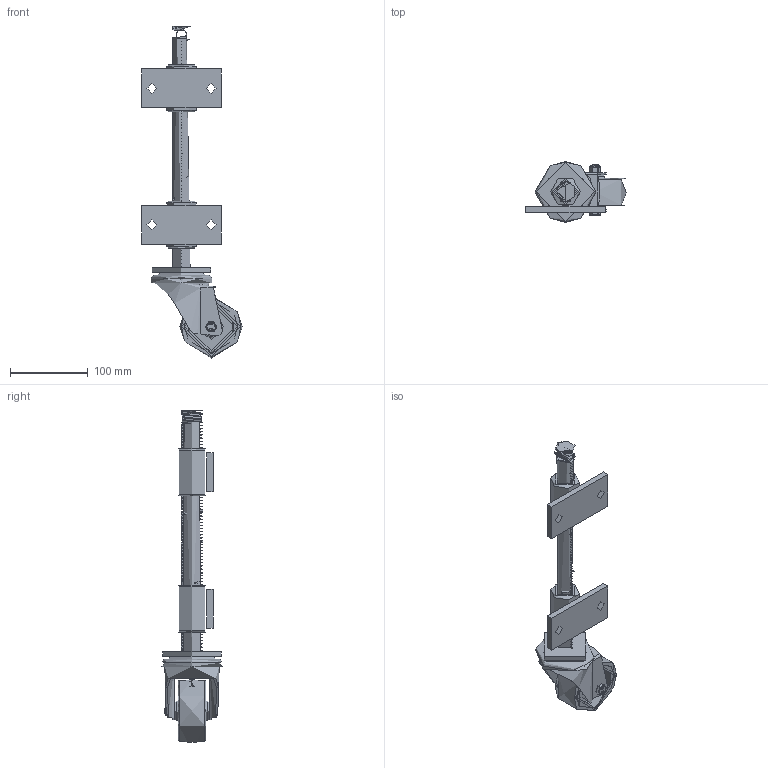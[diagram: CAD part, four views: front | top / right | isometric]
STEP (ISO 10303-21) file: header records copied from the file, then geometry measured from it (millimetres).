
FILE_DESCRIPTION(/* description */ (''),/* implementation_level */ '2;1');
FILE_NAME(/* name */ 'JAB80NY.step',/* time_stamp */ '2024-10-16T12:29:09+01:00',/* author */ (''),/* organization */ (''),/* preprocessor_version */ 'ST-DEVELOPER v20',/* originating_system */ 'Autodesk Translation Framework v13.20.0.188',/* authorisation */ '');
FILE_SCHEMA (('AUTOMOTIVE_DESIGN { 1 0 10303 214 3 1 1 }'));
Products named in the file (28): JAB80NY; BZXM80ASBH12 v1; PRESSED STEEL TOP PLATE; PRESSED STEEL TOP PLATE Geometry; BALL BEARINGS; Component1; BALL BEARINGS2; Component2; PRESSED STEEL FORKS; BZMH80WNY v1; WHITE NYLON WHEEL; TUBEM12X45 v1; ZINC PLATED AXLE TUBE; HEXBOLTM8X60Z8.8 - NEW v2; GRADE 8.8 ZINC PLATED BOLT; NYLOCM8Z v1; NYLOC NUT; NUT; RUBBER; NYLOCM12Z v1; NYLOC NUT (1); NUT (1); RUBBER (1); JABA v2; JACKING UNIT (1); BASE (1); LOWER THREAD (1); BRACKET (1)
Assembly tree (64 placements, depth 5):
  JAB80NY
    BZXM80ASBH12 v1
      PRESSED STEEL TOP PLATE
        PRESSED STEEL TOP PLATE Geometry
        BALL BEARINGS
          Component1  x20
        BALL BEARINGS2
          Component2  x18
      PRESSED STEEL FORKS
    BZMH80WNY v1
      WHITE NYLON WHEEL
    TUBEM12X45 v1
      ZINC PLATED AXLE TUBE
    HEXBOLTM8X60Z8.8 - NEW v2
      GRADE 8.8 ZINC PLATED BOLT
    NYLOCM8Z v1
      NYLOC NUT
        NUT
        RUBBER
    NYLOCM12Z v1
      NYLOC NUT (1)
        NUT (1)
        RUBBER (1)
    JABA v2
      JACKING UNIT (1)
        BASE (1)
        LOWER THREAD (1)
        BRACKET (1)  x2
Bounding box: 129 x 78 x 425.85 mm (x, y, z)
Volume: 473929.1 mm3; surface area: 224860.4 mm2
Topology: 54 solids, 54 shells, 688 faces, 1866 edges, 1229 vertices
Faces by surface type: cylinder 381, plane 138, sphere 74, bspline 47, torus 32, cone 16
Full cylindrical faces by diameter (mm): 0.664 x2, 6.446 x9, 7.866 x15, 8 x2, 8.2 x3, 8.6 x2, 9.836 x21, 11.834 x22, 11.95 x1, 12 x3, 12.1 x1, 12.2 x1, 12.5 x1, 12.8 x4, 13 x1, 14 x2, 18.5 x1, 20 x1, 22 x76, 22.5 x2, 25 x3, 27 x73, 27.5 x2, 29 x1, 30.979 x1, 38 x2, 56 x1, 65 x1, 70 x1, 72 x1
Entity records: 104808 total; most frequent: CARTESIAN_POINT 89001, ORIENTED_EDGE 3432, DIRECTION 2730, EDGE_CURVE 1716, VERTEX_POINT 1137, AXIS2_PLACEMENT_3D 1076, B_SPLINE_CURVE_WITH_KNOTS 746, EDGE_LOOP 693
